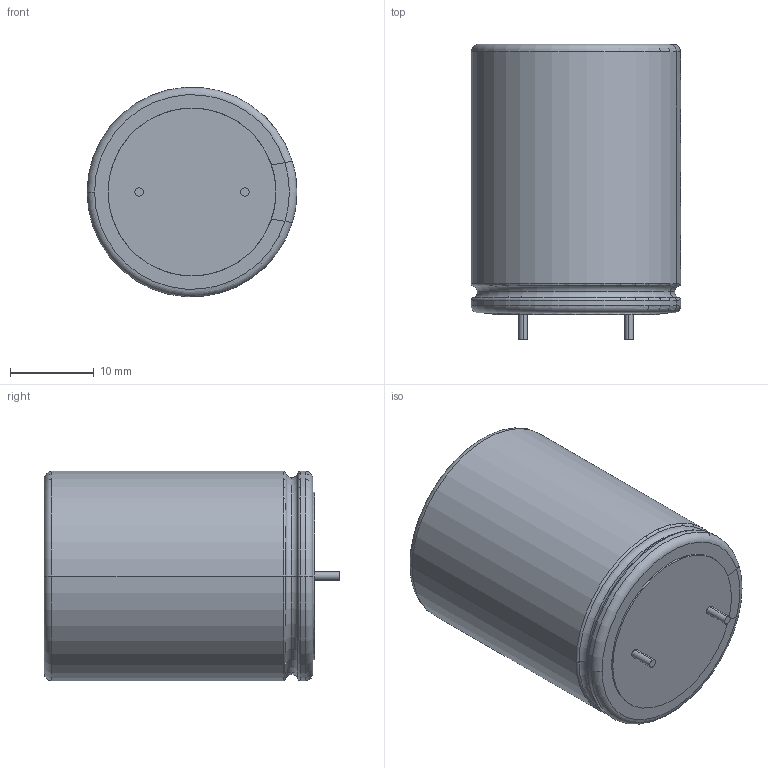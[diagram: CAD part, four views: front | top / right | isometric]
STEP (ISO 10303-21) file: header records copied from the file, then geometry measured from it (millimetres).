
FILE_DESCRIPTION (( 'STEP AP214' ), '1' );
FILE_NAME ('CAP ALTH D-25MM L-12.5MM H-32MM.STEP', '2017-01-08T07:56:46', ( '' ), ( '' ), 'SwSTEP 2.0', 'SolidWorks 2016', '' );
FILE_SCHEMA (( 'AUTOMOTIVE_DESIGN' ));
Length unit declared in the file: millimetre
Products named in the file (1): CAP ALTH D-25MM L-12.5MM H-32MM
Bounding box: 25 x 35.2 x 24.95 mm (x, y, z)
Volume: 15667.1 mm3; surface area: 3513.9 mm2
Topology: 1 solids, 1 shells, 52 faces, 129 edges, 87 vertices
Faces by surface type: torus 22, cylinder 22, plane 8
Entity records: 2286 total; most frequent: CARTESIAN_POINT 659, DIRECTION 262, ORIENTED_EDGE 258, EDGE_CURVE 129, AXIS2_PLACEMENT_3D 114, VERTEX_POINT 87, CIRCLE 61, EDGE_LOOP 60
